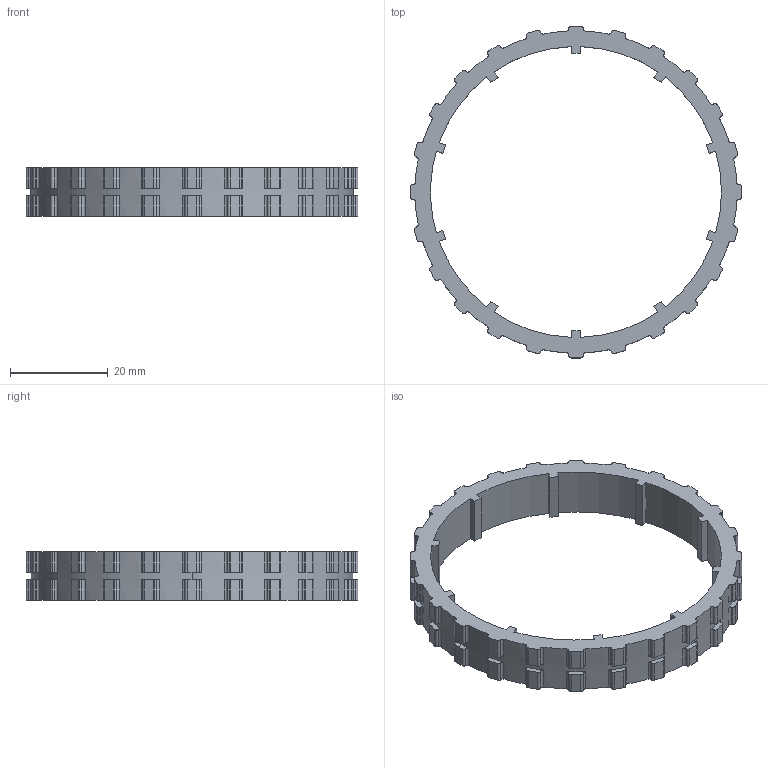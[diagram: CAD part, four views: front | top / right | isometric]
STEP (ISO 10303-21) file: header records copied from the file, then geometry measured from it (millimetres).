
FILE_DESCRIPTION (( 'STEP AP203' ), '1' );
FILE_NAME ('tire.STEP', '2025-11-15T17:54:24', ( '' ), ( '' ), 'SwSTEP 2.0', 'SolidWorks 2025', '' );
FILE_SCHEMA (( 'CONFIG_CONTROL_DESIGN' ));
Length unit declared in the file: millimetre
Products named in the file (1): tire
Bounding box: 68 x 68 x 10 mm (x, y, z)
Volume: 7180.8 mm3; surface area: 6082.8 mm2
Topology: 1 solids, 1 shells, 471 faces, 1405 edges, 936 vertices
Faces by surface type: cylinder 245, plane 226
Entity records: 16150 total; most frequent: DIRECTION 2935, CARTESIAN_POINT 2813, ORIENTED_EDGE 2810, EDGE_CURVE 1405, AXIS2_PLACEMENT_3D 1058, VERTEX_POINT 936, LINE 819, VECTOR 819
